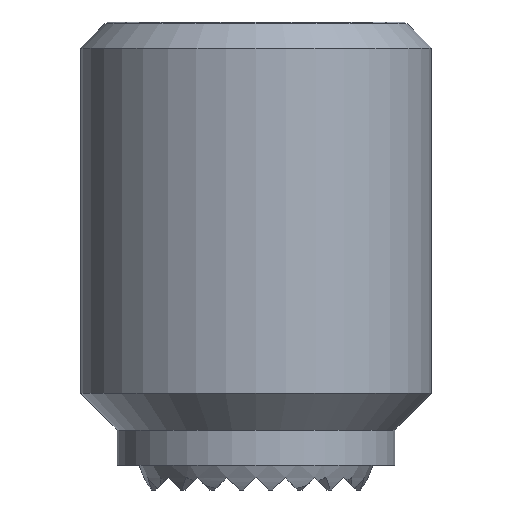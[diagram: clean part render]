
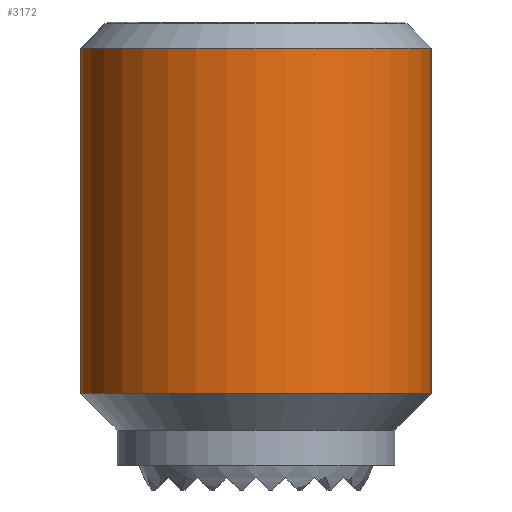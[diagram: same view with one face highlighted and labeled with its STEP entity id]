
A CAD part, front view. The second image highlights one B-rep face of the part: STEP entity #3172.
In plain terms, the highlighted cylindrical face has radius 6 mm (diameter 12 mm), a partial arc.
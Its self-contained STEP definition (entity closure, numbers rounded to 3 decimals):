
#1764=EDGE_CURVE('',#3484,#2122,#4167,.T.);
#2122=VERTEX_POINT('',#4572);
#2746=EDGE_CURVE('',#2122,#3412,#5266,.T.);
#3078=VERTEX_POINT('',#5636);
#3172=ADVANCED_FACE('',(#5738),#5739,.T.);
#3222=EDGE_CURVE('',#3484,#3078,#5797,.T.);
#3374=EDGE_CURVE('',#3412,#3078,#5966,.T.);
#3412=VERTEX_POINT('',#6008);
#3484=VERTEX_POINT('',#6088);
#4167=LINE('',#7029,#7030);
#4572=CARTESIAN_POINT('',(-6.,0.,-0.9));
#5266=CIRCLE('',#8582,6.);
#5636=CARTESIAN_POINT('',(6.0,0.,-12.7));
#5738=FACE_OUTER_BOUND('',#9264,.T.);
#5739=CYLINDRICAL_SURFACE('',#9265,6.);
#5797=CIRCLE('',#9357,6.);
#5966=LINE('',#9595,#9596);
#6008=CARTESIAN_POINT('',(6.0,0.,-0.9));
#6088=CARTESIAN_POINT('',(-6.,0.,-12.7));
#7029=CARTESIAN_POINT('',(-6.,0.,-6.8));
#7030=VECTOR('',#10544,1.0);
#8582=AXIS2_PLACEMENT_3D('',#11875,#11876,#11877);
#9264=EDGE_LOOP('',(#12387,#12388,#12389,#12390));
#9265=AXIS2_PLACEMENT_3D('',#12391,#12392,#12393);
#9357=AXIS2_PLACEMENT_3D('',#12473,#12474,#12475);
#9595=CARTESIAN_POINT('',(6.0,0.,-6.8));
#9596=VECTOR('',#12664,1.0);
#10544=DIRECTION('',(0.0,0.0,1.0));
#11875=CARTESIAN_POINT('',(0.,0.,-0.9));
#11876=DIRECTION('',(0.0,0.0,1.0));
#11877=DIRECTION('',(-1.0,0.,0.0));
#12387=ORIENTED_EDGE('',*,*,#1764,.F.);
#12388=ORIENTED_EDGE('',*,*,#3222,.T.);
#12389=ORIENTED_EDGE('',*,*,#3374,.F.);
#12390=ORIENTED_EDGE('',*,*,#2746,.F.);
#12391=CARTESIAN_POINT('',(0.,0.,-6.8));
#12392=DIRECTION('',(-0.0,-0.0,-1.0));
#12393=DIRECTION('',(-1.0,0.,0.0));
#12473=CARTESIAN_POINT('',(0.,0.,-12.7));
#12474=DIRECTION('',(0.0,0.0,1.0));
#12475=DIRECTION('',(-1.0,0.,0.0));
#12664=DIRECTION('',(-0.0,-0.0,-1.0));
